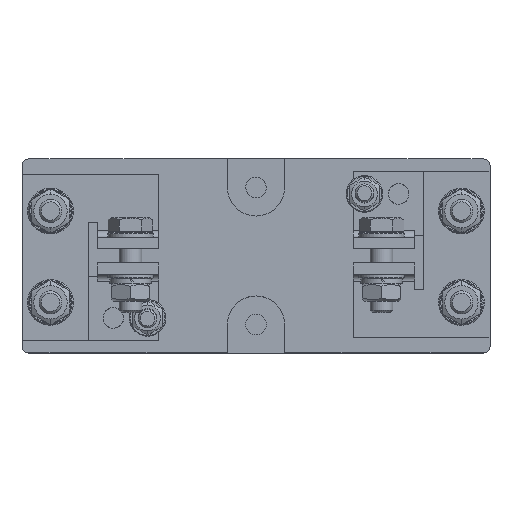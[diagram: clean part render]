
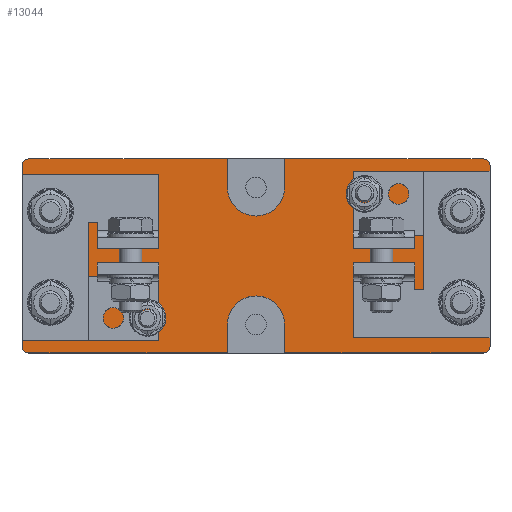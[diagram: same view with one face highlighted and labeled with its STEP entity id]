
A CAD part, top view. The second image highlights one B-rep face of the part: STEP entity #13044.
In plain terms, the highlighted planar face has unit normal (0, 0, 1).
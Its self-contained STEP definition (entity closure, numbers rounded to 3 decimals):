
#12354=AXIS2_PLACEMENT_3D('Circle Axis2P3D',#12352,#12353,$) ;
#12416=AXIS2_PLACEMENT_3D('Circle Axis2P3D',#12414,#12415,$) ;
#12574=AXIS2_PLACEMENT_3D('Circle Axis2P3D',#12572,#12573,$) ;
#12742=AXIS2_PLACEMENT_3D('Circle Axis2P3D',#12740,#12741,$) ;
#12782=AXIS2_PLACEMENT_3D('Circle Axis2P3D',#12780,#12781,$) ;
#12977=AXIS2_PLACEMENT_3D('Circle Axis2P3D',#12975,#12976,$) ;
#13011=AXIS2_PLACEMENT_3D('Plane Axis2P3D',#13008,#13009,#13010) ;
#12220=CARTESIAN_POINT('Vertex',(64.8,42.5,8.)) ;
#12236=CARTESIAN_POINT('Vertex',(77.3,42.5,8.)) ;
#12239=CARTESIAN_POINT('Line Origine',(88.4,42.5,8.)) ;
#12243=CARTESIAN_POINT('Vertex',(99.5,42.5,8.)) ;
#12264=CARTESIAN_POINT('Vertex',(-99.5,42.5,8.)) ;
#12267=CARTESIAN_POINT('Line Origine',(-85.6,42.5,8.)) ;
#12271=CARTESIAN_POINT('Vertex',(-71.7,42.5,8.)) ;
#12292=CARTESIAN_POINT('Vertex',(-58.7,42.5,8.)) ;
#12295=CARTESIAN_POINT('Line Origine',(-35.6,42.5,8.)) ;
#12299=CARTESIAN_POINT('Vertex',(-12.5,42.5,8.)) ;
#12320=CARTESIAN_POINT('Vertex',(12.5,42.5,8.)) ;
#12323=CARTESIAN_POINT('Line Origine',(38.65,42.5,8.)) ;
#12352=CARTESIAN_POINT('Axis2P3D Location',(99.5,39.5,8.)) ;
#12356=CARTESIAN_POINT('Vertex',(102.5,39.5,8.)) ;
#12383=CARTESIAN_POINT('Line Origine',(102.5,0.,8.)) ;
#12387=CARTESIAN_POINT('Vertex',(102.5,-39.5,8.)) ;
#12414=CARTESIAN_POINT('Axis2P3D Location',(99.5,-39.5,8.)) ;
#12418=CARTESIAN_POINT('Vertex',(99.5,-42.5,8.)) ;
#12451=CARTESIAN_POINT('Vertex',(65.05,-42.5,8.)) ;
#12454=CARTESIAN_POINT('Line Origine',(38.775,-42.5,8.)) ;
#12458=CARTESIAN_POINT('Vertex',(12.5,-42.5,8.)) ;
#12479=CARTESIAN_POINT('Vertex',(-12.5,-42.5,8.)) ;
#12482=CARTESIAN_POINT('Line Origine',(-35.85,-42.5,8.)) ;
#12486=CARTESIAN_POINT('Vertex',(-59.2,-42.5,8.)) ;
#12507=CARTESIAN_POINT('Vertex',(-71.7,-42.5,8.)) ;
#12510=CARTESIAN_POINT('Line Origine',(-85.6,-42.5,8.)) ;
#12514=CARTESIAN_POINT('Vertex',(-99.5,-42.5,8.)) ;
#12529=CARTESIAN_POINT('Line Origine',(88.525,-42.5,8.)) ;
#12533=CARTESIAN_POINT('Vertex',(77.55,-42.5,8.)) ;
#12572=CARTESIAN_POINT('Axis2P3D Location',(-99.5,-39.5,8.)) ;
#12576=CARTESIAN_POINT('Vertex',(-102.5,-39.5,8.)) ;
#12603=CARTESIAN_POINT('Line Origine',(-102.5,0.,8.)) ;
#12607=CARTESIAN_POINT('Vertex',(-102.5,39.5,8.)) ;
#12737=CARTESIAN_POINT('Vertex',(-12.5,30.,8.)) ;
#12740=CARTESIAN_POINT('Axis2P3D Location',(0.,30.,8.)) ;
#12744=CARTESIAN_POINT('Vertex',(12.5,30.,8.)) ;
#12777=CARTESIAN_POINT('Vertex',(12.5,-30.,8.)) ;
#12780=CARTESIAN_POINT('Axis2P3D Location',(0.,-30.,8.)) ;
#12784=CARTESIAN_POINT('Vertex',(-12.5,-30.,8.)) ;
#12804=CARTESIAN_POINT('Line Origine',(-65.45,-42.5,8.)) ;
#12826=CARTESIAN_POINT('Line Origine',(-12.5,-36.25,8.)) ;
#12864=CARTESIAN_POINT('Line Origine',(12.5,-36.25,8.)) ;
#12881=CARTESIAN_POINT('Line Origine',(71.3,-42.5,8.)) ;
#12903=CARTESIAN_POINT('Line Origine',(12.5,36.25,8.)) ;
#12941=CARTESIAN_POINT('Line Origine',(-12.5,36.25,8.)) ;
#12958=CARTESIAN_POINT('Line Origine',(-65.2,42.5,8.)) ;
#12975=CARTESIAN_POINT('Axis2P3D Location',(-99.5,39.5,8.)) ;
#13008=CARTESIAN_POINT('Axis2P3D Location',(0.975,0.,8.)) ;
#13013=CARTESIAN_POINT('Line Origine',(71.05,42.5,8.)) ;
#12240=DIRECTION('Vector Direction',(1.,0.,0.)) ;
#12268=DIRECTION('Vector Direction',(1.,0.,0.)) ;
#12296=DIRECTION('Vector Direction',(1.,0.,0.)) ;
#12324=DIRECTION('Vector Direction',(1.,0.,0.)) ;
#12353=DIRECTION('Axis2P3D Direction',(0.,0.,1.)) ;
#12384=DIRECTION('Vector Direction',(0.,-1.,0.)) ;
#12415=DIRECTION('Axis2P3D Direction',(0.,0.,1.)) ;
#12455=DIRECTION('Vector Direction',(-1.,0.,0.)) ;
#12483=DIRECTION('Vector Direction',(-1.,0.,0.)) ;
#12511=DIRECTION('Vector Direction',(-1.,0.,0.)) ;
#12530=DIRECTION('Vector Direction',(-1.,0.,0.)) ;
#12573=DIRECTION('Axis2P3D Direction',(0.,0.,1.)) ;
#12604=DIRECTION('Vector Direction',(0.,1.,0.)) ;
#12741=DIRECTION('Axis2P3D Direction',(0.,0.,-1.)) ;
#12781=DIRECTION('Axis2P3D Direction',(0.,0.,1.)) ;
#12805=DIRECTION('Vector Direction',(1.,0.,0.)) ;
#12827=DIRECTION('Vector Direction',(0.,1.,0.)) ;
#12865=DIRECTION('Vector Direction',(0.,-1.,0.)) ;
#12882=DIRECTION('Vector Direction',(1.,0.,0.)) ;
#12904=DIRECTION('Vector Direction',(0.,-1.,0.)) ;
#12942=DIRECTION('Vector Direction',(0.,1.,0.)) ;
#12959=DIRECTION('Vector Direction',(1.,0.,0.)) ;
#12976=DIRECTION('Axis2P3D Direction',(0.,-0.,1.)) ;
#13009=DIRECTION('Axis2P3D Direction',(0.,0.,1.)) ;
#13010=DIRECTION('Axis2P3D XDirection',(1.,0.,0.)) ;
#13014=DIRECTION('Vector Direction',(1.,0.,0.)) ;
#12241=VECTOR('Line Direction',#12240,1.) ;
#12269=VECTOR('Line Direction',#12268,1.) ;
#12297=VECTOR('Line Direction',#12296,1.) ;
#12325=VECTOR('Line Direction',#12324,1.) ;
#12385=VECTOR('Line Direction',#12384,1.) ;
#12456=VECTOR('Line Direction',#12455,1.) ;
#12484=VECTOR('Line Direction',#12483,1.) ;
#12512=VECTOR('Line Direction',#12511,1.) ;
#12531=VECTOR('Line Direction',#12530,1.) ;
#12605=VECTOR('Line Direction',#12604,1.) ;
#12806=VECTOR('Line Direction',#12805,1.) ;
#12828=VECTOR('Line Direction',#12827,1.) ;
#12866=VECTOR('Line Direction',#12865,1.) ;
#12883=VECTOR('Line Direction',#12882,1.) ;
#12905=VECTOR('Line Direction',#12904,1.) ;
#12943=VECTOR('Line Direction',#12942,1.) ;
#12960=VECTOR('Line Direction',#12959,1.) ;
#13015=VECTOR('Line Direction',#13014,1.) ;
#13019=ORIENTED_EDGE('',*,*,#12609,.F.) ;
#13020=ORIENTED_EDGE('',*,*,#12578,.F.) ;
#13021=ORIENTED_EDGE('',*,*,#12516,.F.) ;
#13022=ORIENTED_EDGE('',*,*,#12808,.T.) ;
#13023=ORIENTED_EDGE('',*,*,#12488,.F.) ;
#13024=ORIENTED_EDGE('',*,*,#12830,.T.) ;
#13025=ORIENTED_EDGE('',*,*,#12786,.T.) ;
#13026=ORIENTED_EDGE('',*,*,#12868,.T.) ;
#13027=ORIENTED_EDGE('',*,*,#12460,.F.) ;
#13028=ORIENTED_EDGE('',*,*,#12885,.T.) ;
#13029=ORIENTED_EDGE('',*,*,#12535,.F.) ;
#13030=ORIENTED_EDGE('',*,*,#12420,.F.) ;
#13031=ORIENTED_EDGE('',*,*,#12389,.F.) ;
#13032=ORIENTED_EDGE('',*,*,#12358,.F.) ;
#13033=ORIENTED_EDGE('',*,*,#12245,.F.) ;
#13034=ORIENTED_EDGE('',*,*,#13017,.F.) ;
#13035=ORIENTED_EDGE('',*,*,#12327,.F.) ;
#13036=ORIENTED_EDGE('',*,*,#12907,.T.) ;
#13037=ORIENTED_EDGE('',*,*,#12746,.T.) ;
#13038=ORIENTED_EDGE('',*,*,#12945,.T.) ;
#13039=ORIENTED_EDGE('',*,*,#12301,.F.) ;
#13040=ORIENTED_EDGE('',*,*,#12962,.F.) ;
#13041=ORIENTED_EDGE('',*,*,#12273,.F.) ;
#13042=ORIENTED_EDGE('',*,*,#12979,.F.) ;
#13044=ADVANCED_FACE('Verbindung.1',(#13043),#13012,.T.) ;
#12355=CIRCLE('generated circle',#12354,3.) ;
#12417=CIRCLE('generated circle',#12416,3.) ;
#12575=CIRCLE('generated circle',#12574,3.) ;
#12743=CIRCLE('generated circle',#12742,12.5) ;
#12783=CIRCLE('generated circle',#12782,12.5) ;
#12978=CIRCLE('generated circle',#12977,3.) ;
#12245=EDGE_CURVE('',#12237,#12244,#12242,.T.) ;
#12273=EDGE_CURVE('',#12265,#12272,#12270,.T.) ;
#12301=EDGE_CURVE('',#12293,#12300,#12298,.T.) ;
#12327=EDGE_CURVE('',#12321,#12221,#12326,.T.) ;
#12358=EDGE_CURVE('',#12244,#12357,#12355,.F.) ;
#12389=EDGE_CURVE('',#12357,#12388,#12386,.T.) ;
#12420=EDGE_CURVE('',#12388,#12419,#12417,.F.) ;
#12460=EDGE_CURVE('',#12452,#12459,#12457,.T.) ;
#12488=EDGE_CURVE('',#12480,#12487,#12485,.T.) ;
#12516=EDGE_CURVE('',#12508,#12515,#12513,.T.) ;
#12535=EDGE_CURVE('',#12419,#12534,#12532,.T.) ;
#12578=EDGE_CURVE('',#12515,#12577,#12575,.F.) ;
#12609=EDGE_CURVE('',#12577,#12608,#12606,.T.) ;
#12746=EDGE_CURVE('',#12745,#12738,#12743,.T.) ;
#12786=EDGE_CURVE('',#12785,#12778,#12783,.F.) ;
#12808=EDGE_CURVE('',#12508,#12487,#12807,.T.) ;
#12830=EDGE_CURVE('',#12480,#12785,#12829,.T.) ;
#12868=EDGE_CURVE('',#12778,#12459,#12867,.T.) ;
#12885=EDGE_CURVE('',#12452,#12534,#12884,.T.) ;
#12907=EDGE_CURVE('',#12321,#12745,#12906,.T.) ;
#12945=EDGE_CURVE('',#12738,#12300,#12944,.T.) ;
#12962=EDGE_CURVE('',#12272,#12293,#12961,.T.) ;
#12979=EDGE_CURVE('',#12608,#12265,#12978,.F.) ;
#13017=EDGE_CURVE('',#12221,#12237,#13016,.T.) ;
#13018=EDGE_LOOP('',(#13019,#13020,#13021,#13022,#13023,#13024,#13025,#13026,#13027,#13028,#13029,#13030,#13031,#13032,#13033,#13034,#13035,#13036,#13037,#13038,#13039,#13040,#13041,#13042)) ;
#13043=FACE_OUTER_BOUND('',#13018,.T.) ;
#12242=LINE('Line',#12239,#12241) ;
#12270=LINE('Line',#12267,#12269) ;
#12298=LINE('Line',#12295,#12297) ;
#12326=LINE('Line',#12323,#12325) ;
#12386=LINE('Line',#12383,#12385) ;
#12457=LINE('Line',#12454,#12456) ;
#12485=LINE('Line',#12482,#12484) ;
#12513=LINE('Line',#12510,#12512) ;
#12532=LINE('Line',#12529,#12531) ;
#12606=LINE('Line',#12603,#12605) ;
#12807=LINE('Line',#12804,#12806) ;
#12829=LINE('Line',#12826,#12828) ;
#12867=LINE('Line',#12864,#12866) ;
#12884=LINE('Line',#12881,#12883) ;
#12906=LINE('Line',#12903,#12905) ;
#12944=LINE('Line',#12941,#12943) ;
#12961=LINE('Line',#12958,#12960) ;
#13016=LINE('Line',#13013,#13015) ;
#13012=PLANE('Plane',#13011) ;
#12221=VERTEX_POINT('',#12220) ;
#12237=VERTEX_POINT('',#12236) ;
#12244=VERTEX_POINT('',#12243) ;
#12265=VERTEX_POINT('',#12264) ;
#12272=VERTEX_POINT('',#12271) ;
#12293=VERTEX_POINT('',#12292) ;
#12300=VERTEX_POINT('',#12299) ;
#12321=VERTEX_POINT('',#12320) ;
#12357=VERTEX_POINT('',#12356) ;
#12388=VERTEX_POINT('',#12387) ;
#12419=VERTEX_POINT('',#12418) ;
#12452=VERTEX_POINT('',#12451) ;
#12459=VERTEX_POINT('',#12458) ;
#12480=VERTEX_POINT('',#12479) ;
#12487=VERTEX_POINT('',#12486) ;
#12508=VERTEX_POINT('',#12507) ;
#12515=VERTEX_POINT('',#12514) ;
#12534=VERTEX_POINT('',#12533) ;
#12577=VERTEX_POINT('',#12576) ;
#12608=VERTEX_POINT('',#12607) ;
#12738=VERTEX_POINT('',#12737) ;
#12745=VERTEX_POINT('',#12744) ;
#12778=VERTEX_POINT('',#12777) ;
#12785=VERTEX_POINT('',#12784) ;
